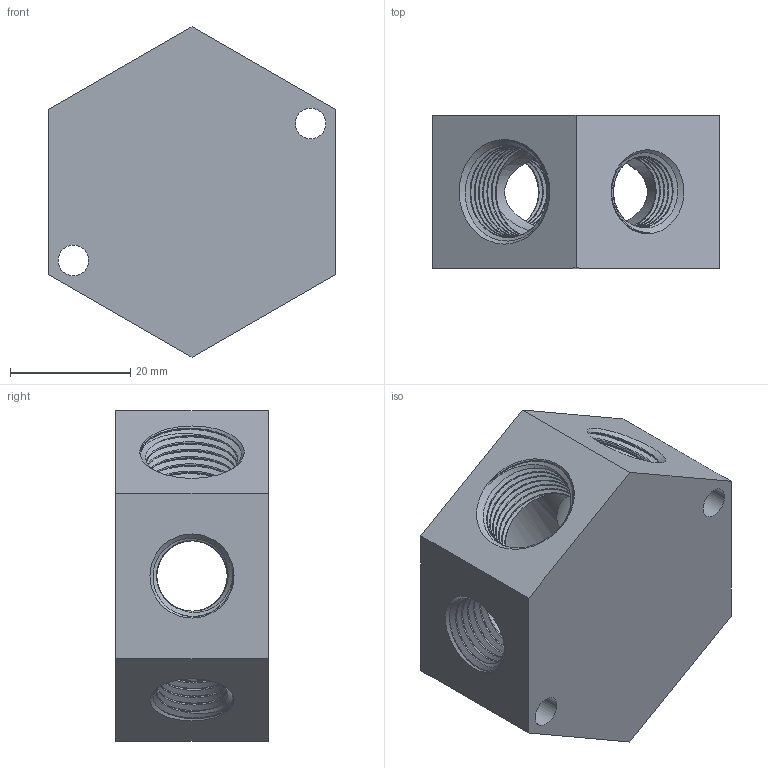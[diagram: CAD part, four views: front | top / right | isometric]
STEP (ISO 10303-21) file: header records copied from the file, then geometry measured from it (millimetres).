
FILE_DESCRIPTION(/* description */ ('STEP AP203'),/* implementation_level */ '2;1');
FILE_NAME(/* name */ '1 to 3 Manifold.step',/* time_stamp */ '2025-11-18T11:03:07-05:00',/* author */ (''),/* organization */ (''),/* preprocessor_version */ 'ST-DEVELOPER v20.1',/* originating_system */ 'Autodesk Translation Framework v14.21.0.0',/* authorisation */ '');
FILE_SCHEMA (('AUTOMOTIVE_DESIGN { 1 0 10303 214 3 1 1 }'));
Products named in the file (1): 3490N159_Low-Profile Hex Manifold
Bounding box: 47.62 x 25.4 x 54.99 mm (x, y, z)
Volume: 31837.1 mm3; surface area: 13940.5 mm2
Topology: 1 solids, 1 shells, 101 faces, 313 edges, 208 vertices
Faces by surface type: cylinder 41, bspline 26, plane 23, cone 11
Full cylindrical faces by diameter (mm): 5.08 x2, 13.716 x30, 17.145 x1
Entity records: 31693 total; most frequent: CARTESIAN_POINT 29289, ORIENTED_EDGE 620, DIRECTION 329, EDGE_CURVE 310, VERTEX_POINT 208, B_SPLINE_CURVE_WITH_KNOTS 164, AXIS2_PLACEMENT_3D 123, EDGE_LOOP 112
